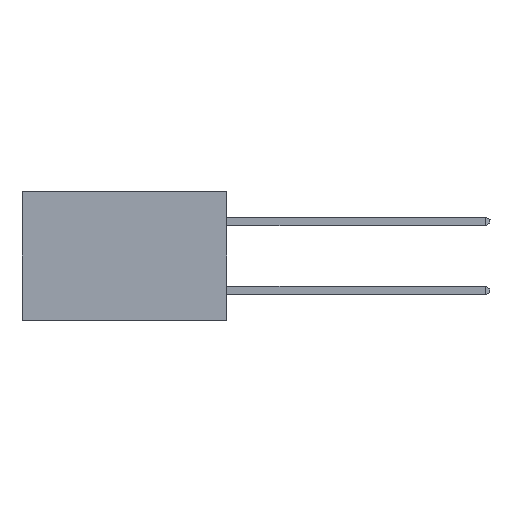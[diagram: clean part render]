
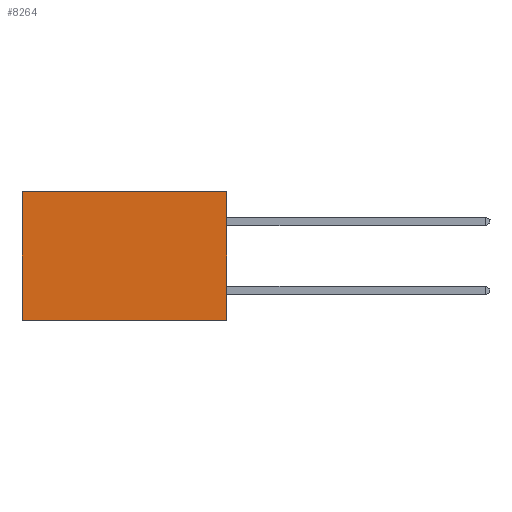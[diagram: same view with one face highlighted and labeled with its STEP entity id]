
A CAD part, left-side view. The second image highlights one B-rep face of the part: STEP entity #8264.
In plain terms, the highlighted planar face has unit normal (-1, 0, 0).
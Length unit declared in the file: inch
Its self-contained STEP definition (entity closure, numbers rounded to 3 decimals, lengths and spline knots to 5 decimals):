
#105 = VERTEX_POINT ( 'NONE', #5231 ) ;
#249 = CARTESIAN_POINT ( 'NONE',  ( 0.277, 0., -0.37 ) ) ;
#290 = CARTESIAN_POINT ( 'NONE',  ( 0.277, 0., 0. ) ) ;
#2228 = PLANE ( 'NONE',  #3108 ) ;
#2759 = VERTEX_POINT ( 'NONE', #10463 ) ;
#3108 = AXIS2_PLACEMENT_3D ( 'NONE', #12404, #16669, #8374 ) ;
#3269 = VERTEX_POINT ( 'NONE', #249 ) ;
#3356 = VECTOR ( 'NONE', #14669, 39.37008 ) ;
#3415 = VERTEX_POINT ( 'NONE', #290 ) ;
#3626 = EDGE_LOOP ( 'NONE', ( #14771, #12643, #10350, #5885 ) ) ;
#4090 = CARTESIAN_POINT ( 'NONE',  ( 0.277, 0.59, -0.37 ) ) ;
#4250 = DIRECTION ( 'NONE',  ( 0., 1., 0. ) ) ;
#4367 = EDGE_CURVE ( 'NONE', #3415, #3269, #9918, .T. ) ;
#5231 = CARTESIAN_POINT ( 'NONE',  ( 0.277, 0.59, -0.37 ) ) ;
#5872 = VECTOR ( 'NONE', #15431, 39.37008 ) ;
#5885 = ORIENTED_EDGE ( 'NONE', *, *, #7784, .T. ) ;
#6055 = VECTOR ( 'NONE', #15422, 39.37008 ) ;
#7492 = VECTOR ( 'NONE', #4250, 39.37008 ) ;
#7625 = CARTESIAN_POINT ( 'NONE',  ( 0.277, 0., -0.37 ) ) ;
#7680 = LINE ( 'NONE', #7625, #3356 ) ;
#7784 = EDGE_CURVE ( 'NONE', #3415, #2759, #11357, .T. ) ;
#8264 = ADVANCED_FACE ( 'NONE', ( #14564 ), #2228, .F. ) ;
#8374 = DIRECTION ( 'NONE',  ( 0., 0., -1. ) ) ;
#9071 = EDGE_CURVE ( 'NONE', #2759, #105, #13468, .T. ) ;
#9918 = LINE ( 'NONE', #15834, #6055 ) ;
#10350 = ORIENTED_EDGE ( 'NONE', *, *, #4367, .F. ) ;
#10463 = CARTESIAN_POINT ( 'NONE',  ( 0.277, 0.59, 0. ) ) ;
#11357 = LINE ( 'NONE', #15522, #7492 ) ;
#12404 = CARTESIAN_POINT ( 'NONE',  ( 0.277, 0., -0.37 ) ) ;
#12643 = ORIENTED_EDGE ( 'NONE', *, *, #15402, .F. ) ;
#13468 = LINE ( 'NONE', #4090, #5872 ) ;
#14564 = FACE_OUTER_BOUND ( 'NONE', #3626, .T. ) ;
#14669 = DIRECTION ( 'NONE',  ( 0., 1., 0. ) ) ;
#14771 = ORIENTED_EDGE ( 'NONE', *, *, #9071, .T. ) ;
#15402 = EDGE_CURVE ( 'NONE', #3269, #105, #7680, .T. ) ;
#15422 = DIRECTION ( 'NONE',  ( 0., 0., -1. ) ) ;
#15431 = DIRECTION ( 'NONE',  ( 0., 0., -1. ) ) ;
#15522 = CARTESIAN_POINT ( 'NONE',  ( 0.277, 0., 0. ) ) ;
#15834 = CARTESIAN_POINT ( 'NONE',  ( 0.277, 0., -0.37 ) ) ;
#16669 = DIRECTION ( 'NONE',  ( 1., 0., 0. ) ) ;
